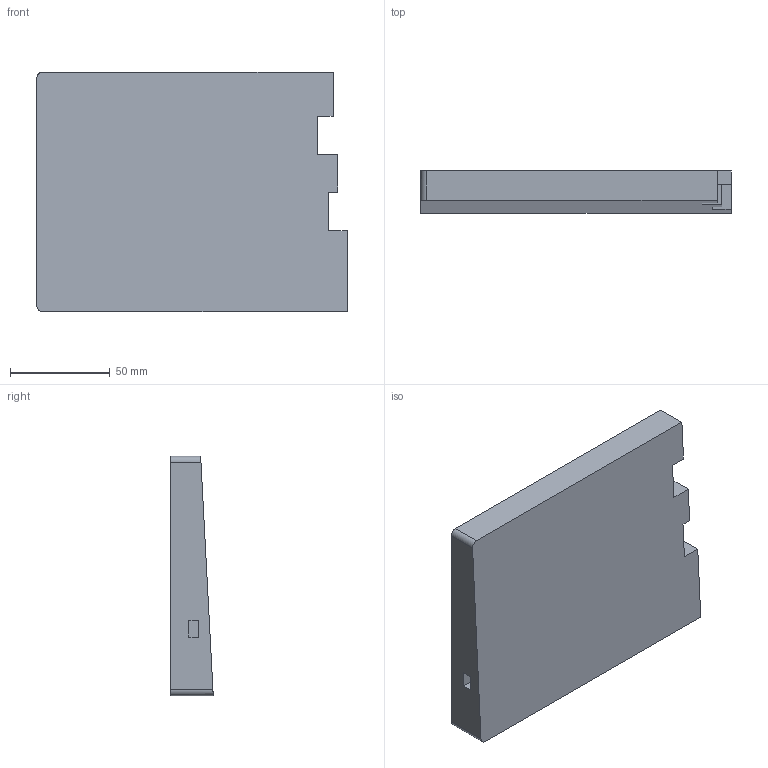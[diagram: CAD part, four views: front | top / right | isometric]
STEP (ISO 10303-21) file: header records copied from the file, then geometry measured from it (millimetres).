
FILE_DESCRIPTION (( 'STEP AP214' ), '1' );
FILE_NAME ('left Case.STEP', '2026-02-01T20:40:59', ( '' ), ( '' ), 'SwSTEP 2.0', 'SolidWorks 2025', '' );
FILE_SCHEMA (( 'AUTOMOTIVE_DESIGN' ));
Length unit declared in the file: millimetre
Products named in the file (1): left Case
Bounding box: 155.94 x 21.3 x 120.29 mm (x, y, z)
Volume: 100741.9 mm3; surface area: 52265.2 mm2
Topology: 1 solids, 1 shells, 36 faces, 102 edges, 68 vertices
Faces by surface type: plane 34, cylinder 2
Entity records: 1175 total; most frequent: CARTESIAN_POINT 213, ORIENTED_EDGE 204, DIRECTION 176, EDGE_CURVE 102, LINE 98, VECTOR 98, VERTEX_POINT 68, AXIS2_PLACEMENT_3D 39
